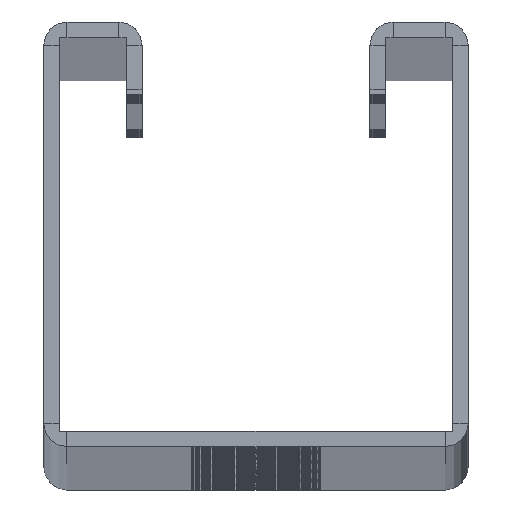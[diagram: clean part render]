
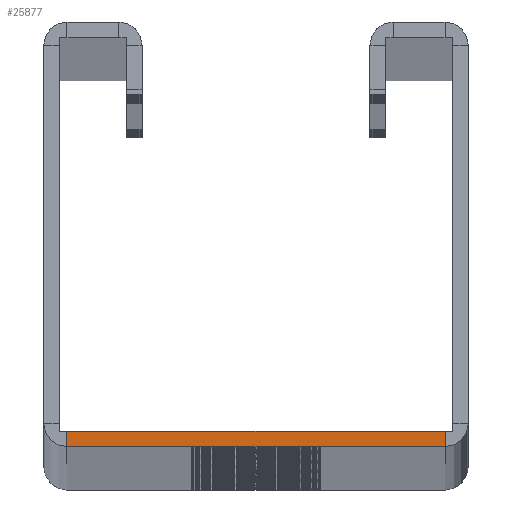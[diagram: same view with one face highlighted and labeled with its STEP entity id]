
A CAD part, top view. The second image highlights one B-rep face of the part: STEP entity #25877.
In plain terms, the highlighted planar face has unit normal (0, 0, 1).
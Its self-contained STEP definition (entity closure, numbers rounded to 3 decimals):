
#4389 = EDGE_CURVE ( 'NONE', #7591, #38803, #73058, .T. ) ;
#4667 = DIRECTION ( 'NONE',  ( 0., -1., 0. ) ) ;
#5548 = CARTESIAN_POINT ( 'NONE',  ( 18.25, 0., 0. ) ) ;
#7591 = VERTEX_POINT ( 'NONE', #5548 ) ;
#10116 = VECTOR ( 'NONE', #55182, 1000. ) ;
#10700 = PLANE ( 'NONE',  #48296 ) ;
#12662 = VECTOR ( 'NONE', #55499, 1000. ) ;
#19670 = EDGE_CURVE ( 'NONE', #59092, #7591, #35668, .T. ) ;
#25877 = ADVANCED_FACE ( 'NONE', ( #69866 ), #10700, .T. ) ;
#27899 = LINE ( 'NONE', #31026, #12662 ) ;
#28051 = EDGE_CURVE ( 'NONE', #56921, #38803, #53990, .T. ) ;
#29448 = DIRECTION ( 'NONE',  ( 1., 0., 0. ) ) ;
#31026 = CARTESIAN_POINT ( 'NONE',  ( 0., 1.5, 0. ) ) ;
#33009 = VECTOR ( 'NONE', #4667, 1000. ) ;
#34947 = DIRECTION ( 'NONE',  ( 0., 0., 1. ) ) ;
#35668 = LINE ( 'NONE', #50154, #33009 ) ;
#35951 = ORIENTED_EDGE ( 'NONE', *, *, #4389, .F. ) ;
#38803 = VERTEX_POINT ( 'NONE', #56934 ) ;
#38961 = CARTESIAN_POINT ( 'NONE',  ( -13.25, 38.75, 0. ) ) ;
#39818 = CARTESIAN_POINT ( 'NONE',  ( 0., 0., 0. ) ) ;
#43138 = ORIENTED_EDGE ( 'NONE', *, *, #45697, .T. ) ;
#44659 = EDGE_LOOP ( 'NONE', ( #43138, #61103, #35951, #51573 ) ) ;
#44826 = DIRECTION ( 'NONE',  ( -1., 0., 0. ) ) ;
#45697 = EDGE_CURVE ( 'NONE', #59092, #56921, #27899, .T. ) ;
#46973 = VECTOR ( 'NONE', #44826, 1000. ) ;
#48296 = AXIS2_PLACEMENT_3D ( 'NONE', #38961, #34947, #29448 ) ;
#49657 = CARTESIAN_POINT ( 'NONE',  ( -18.25, 1.5, 0. ) ) ;
#50154 = CARTESIAN_POINT ( 'NONE',  ( 18.25, 1.5, 0. ) ) ;
#51573 = ORIENTED_EDGE ( 'NONE', *, *, #19670, .F. ) ;
#53990 = LINE ( 'NONE', #49657, #10116 ) ;
#55182 = DIRECTION ( 'NONE',  ( 0., -1., 0. ) ) ;
#55499 = DIRECTION ( 'NONE',  ( -1., 0., 0. ) ) ;
#55812 = CARTESIAN_POINT ( 'NONE',  ( -18.25, 1.5, 0. ) ) ;
#56921 = VERTEX_POINT ( 'NONE', #55812 ) ;
#56934 = CARTESIAN_POINT ( 'NONE',  ( -18.25, 0., 0. ) ) ;
#59092 = VERTEX_POINT ( 'NONE', #63961 ) ;
#61103 = ORIENTED_EDGE ( 'NONE', *, *, #28051, .T. ) ;
#63961 = CARTESIAN_POINT ( 'NONE',  ( 18.25, 1.5, 0. ) ) ;
#69866 = FACE_OUTER_BOUND ( 'NONE', #44659, .T. ) ;
#73058 = LINE ( 'NONE', #39818, #46973 ) ;
